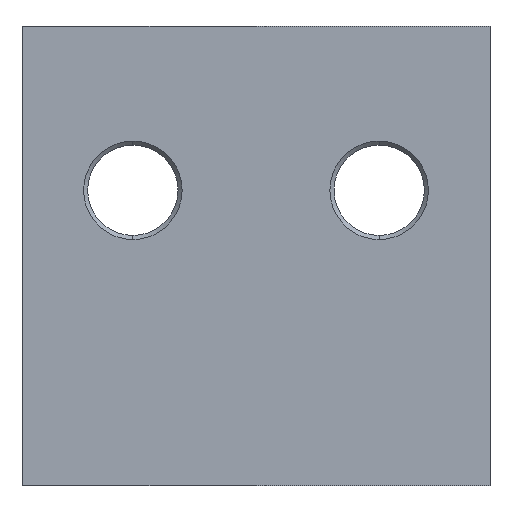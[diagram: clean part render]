
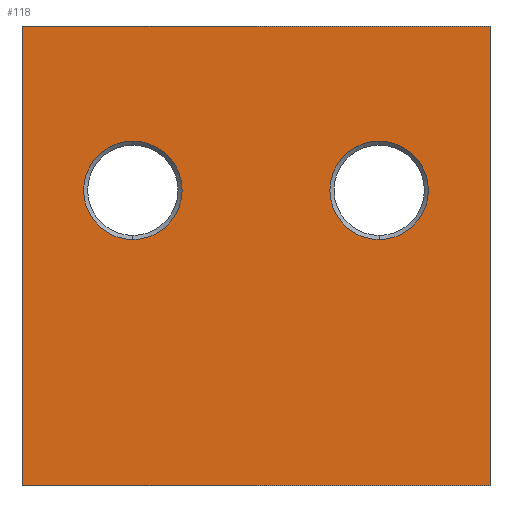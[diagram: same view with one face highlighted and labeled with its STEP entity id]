
A CAD part, front view. The second image highlights one B-rep face of the part: STEP entity #118.
In plain terms, the highlighted planar face has unit normal (0, -1, 0).
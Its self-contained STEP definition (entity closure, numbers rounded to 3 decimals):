
#118=ADVANCED_FACE('NONE',(#262,#263,#264),#265,.F.);
#262=FACE_OUTER_BOUND('',#443,.T.);
#263=FACE_BOUND('',#444,.T.);
#264=FACE_BOUND('',#445,.T.);
#265=PLANE('',#446);
#443=EDGE_LOOP('',(#718,#719,#720,#721));
#444=EDGE_LOOP('',(#722,#723));
#445=EDGE_LOOP('',(#724,#725));
#446=AXIS2_PLACEMENT_3D('',#726,#727,#728);
#718=ORIENTED_EDGE('',*,*,#1105,.T.);
#719=ORIENTED_EDGE('',*,*,#1106,.F.);
#720=ORIENTED_EDGE('',*,*,#1107,.F.);
#721=ORIENTED_EDGE('',*,*,#1108,.T.);
#722=ORIENTED_EDGE('',*,*,#1074,.T.);
#723=ORIENTED_EDGE('',*,*,#1109,.T.);
#724=ORIENTED_EDGE('',*,*,#1064,.T.);
#725=ORIENTED_EDGE('',*,*,#1110,.T.);
#726=CARTESIAN_POINT('',(28.5,0.0,56.0));
#727=DIRECTION('',(-0.0,1.0,0.0));
#728=DIRECTION('',(1.0,0.0,0.0));
#1064=EDGE_CURVE('NONE',#1280,#1278,#1281,.T.);
#1074=EDGE_CURVE('NONE',#1298,#1296,#1299,.T.);
#1105=EDGE_CURVE('NONE',#1338,#1339,#1340,.T.);
#1106=EDGE_CURVE('NONE',#1341,#1339,#1342,.T.);
#1107=EDGE_CURVE('NONE',#1343,#1341,#1344,.T.);
#1108=EDGE_CURVE('NONE',#1343,#1338,#1345,.T.);
#1109=EDGE_CURVE('NONE',#1296,#1298,#1346,.T.);
#1110=EDGE_CURVE('NONE',#1278,#1280,#1347,.T.);
#1278=VERTEX_POINT('NONE',#1547);
#1280=VERTEX_POINT('NONE',#1550);
#1281=CIRCLE('',#1551,6.);
#1296=VERTEX_POINT('NONE',#1569);
#1298=VERTEX_POINT('NONE',#1572);
#1299=CIRCLE('',#1573,6.0);
#1338=VERTEX_POINT('NONE',#1649);
#1339=VERTEX_POINT('NONE',#1650);
#1340=LINE('',#1651,#1652);
#1341=VERTEX_POINT('NONE',#1653);
#1342=LINE('',#1654,#1655);
#1343=VERTEX_POINT('NONE',#1656);
#1344=LINE('',#1657,#1658);
#1345=LINE('',#1659,#1660);
#1346=CIRCLE('',#1661,6.0);
#1347=CIRCLE('',#1662,6.);
#1547=CARTESIAN_POINT('',(15.0,0.0,42.0));
#1550=CARTESIAN_POINT('',(15.0,0.0,30.0));
#1551=AXIS2_PLACEMENT_3D('',#1872,#1873,#1874);
#1569=CARTESIAN_POINT('',(-15.0,0.0,42.0));
#1572=CARTESIAN_POINT('',(-15.0,0.0,30.0));
#1573=AXIS2_PLACEMENT_3D('',#1888,#1889,#1890);
#1649=CARTESIAN_POINT('',(-28.5,0.0,56.0));
#1650=CARTESIAN_POINT('',(-28.5,0.0,0.0));
#1651=CARTESIAN_POINT('',(-28.5,0.0,56.0));
#1652=VECTOR('',#1914,1000.0);
#1653=CARTESIAN_POINT('',(28.5,0.0,0.0));
#1654=CARTESIAN_POINT('',(28.5,0.0,0.0));
#1655=VECTOR('',#1915,1000.0);
#1656=CARTESIAN_POINT('',(28.5,0.0,56.0));
#1657=CARTESIAN_POINT('',(28.5,0.0,56.0));
#1658=VECTOR('',#1916,1000.0);
#1659=CARTESIAN_POINT('',(28.5,0.0,56.0));
#1660=VECTOR('',#1917,1000.0);
#1661=AXIS2_PLACEMENT_3D('',#1918,#1919,#1920);
#1662=AXIS2_PLACEMENT_3D('',#1921,#1922,#1923);
#1872=CARTESIAN_POINT('',(15.0,0.0,36.0));
#1873=DIRECTION('',(-0.0,1.0,0.0));
#1874=DIRECTION('',(0.0,0.0,1.0));
#1888=CARTESIAN_POINT('',(-15.0,0.0,36.0));
#1889=DIRECTION('',(-0.0,1.0,0.0));
#1890=DIRECTION('',(0.0,0.0,1.0));
#1914=DIRECTION('',(0.0,0.0,-1.0));
#1915=DIRECTION('',(-1.0,-0.0,-0.0));
#1916=DIRECTION('',(0.0,0.0,-1.0));
#1917=DIRECTION('',(-1.0,-0.0,-0.0));
#1918=CARTESIAN_POINT('',(-15.0,0.0,36.0));
#1919=DIRECTION('',(-0.0,1.0,0.0));
#1920=DIRECTION('',(0.0,0.0,1.0));
#1921=CARTESIAN_POINT('',(15.0,0.0,36.0));
#1922=DIRECTION('',(-0.0,1.0,0.0));
#1923=DIRECTION('',(0.0,0.0,1.0));
